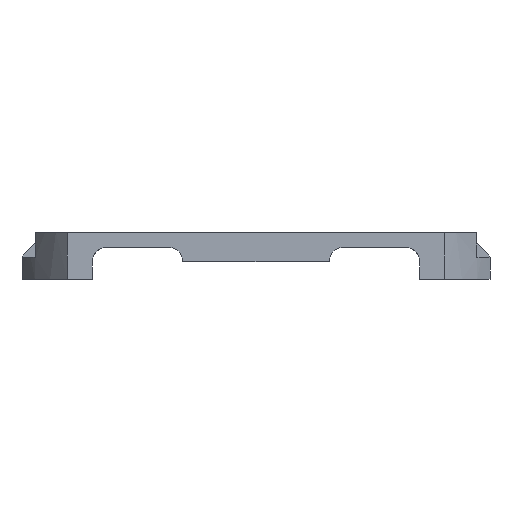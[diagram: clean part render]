
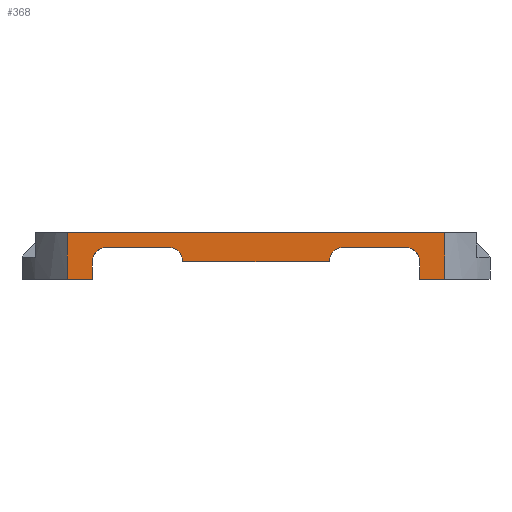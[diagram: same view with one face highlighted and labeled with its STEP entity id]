
A CAD part, front view. The second image highlights one B-rep face of the part: STEP entity #368.
In plain terms, the highlighted planar face has unit normal (0, -1, 0).
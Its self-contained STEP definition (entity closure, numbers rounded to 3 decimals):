
#58 = DIRECTION ( 'NONE',  ( 0., 1., 0. ) ) ;
#63 = ORIENTED_EDGE ( 'NONE', *, *, #992, .T. ) ;
#81 = CARTESIAN_POINT ( 'NONE',  ( 10.2, -12.2, 2.2 ) ) ;
#85 = LINE ( 'NONE', #613, #1632 ) ;
#98 = DIRECTION ( 'NONE',  ( 1., 0., 0. ) ) ;
#107 = CARTESIAN_POINT ( 'NONE',  ( -13.77, -12.2, 3.2 ) ) ;
#134 = EDGE_CURVE ( 'NONE', #263, #447, #2678, .T. ) ;
#151 = LINE ( 'NONE', #2214, #3177 ) ;
#154 = EDGE_CURVE ( 'NONE', #2907, #2829, #2139, .T. ) ;
#164 = DIRECTION ( 'NONE',  ( 1., 0., 0. ) ) ;
#263 = VERTEX_POINT ( 'NONE', #1163 ) ;
#283 = EDGE_CURVE ( 'NONE', #669, #2829, #955, .T. ) ;
#297 = VERTEX_POINT ( 'NONE', #443 ) ;
#312 = CARTESIAN_POINT ( 'NONE',  ( 6., -12.2, 1.2 ) ) ;
#327 = DIRECTION ( 'NONE',  ( -1., 0., 0. ) ) ;
#368 = ADVANCED_FACE ( 'NONE', ( #1699 ), #1714, .F. ) ;
#404 = EDGE_CURVE ( 'NONE', #1423, #1145, #665, .T. ) ;
#417 = CARTESIAN_POINT ( 'NONE',  ( -13.77, -12.2, 2.2 ) ) ;
#423 = DIRECTION ( 'NONE',  ( 0., 0., -1. ) ) ;
#443 = CARTESIAN_POINT ( 'NONE',  ( -6., -12.2, 2.2 ) ) ;
#445 = ORIENTED_EDGE ( 'NONE', *, *, #134, .T. ) ;
#447 = VERTEX_POINT ( 'NONE', #1949 ) ;
#517 = ORIENTED_EDGE ( 'NONE', *, *, #1278, .T. ) ;
#613 = CARTESIAN_POINT ( 'NONE',  ( -13.77, -12.2, 2.2 ) ) ;
#620 = VECTOR ( 'NONE', #2971, 1000. ) ;
#656 = ORIENTED_EDGE ( 'NONE', *, *, #2479, .T. ) ;
#657 = DIRECTION ( 'NONE',  ( 1., 0., 0. ) ) ;
#665 = LINE ( 'NONE', #3211, #1115 ) ;
#669 = VERTEX_POINT ( 'NONE', #3133 ) ;
#695 = VERTEX_POINT ( 'NONE', #3117 ) ;
#707 = VECTOR ( 'NONE', #657, 1000. ) ;
#764 = VECTOR ( 'NONE', #164, 1000. ) ;
#842 = LINE ( 'NONE', #1622, #2609 ) ;
#888 = DIRECTION ( 'NONE',  ( 0., 1., 0. ) ) ;
#909 = ORIENTED_EDGE ( 'NONE', *, *, #3123, .F. ) ;
#934 = DIRECTION ( 'NONE',  ( 0., 0., -1. ) ) ;
#935 = CARTESIAN_POINT ( 'NONE',  ( -11.2, -12.2, 0. ) ) ;
#955 = LINE ( 'NONE', #3267, #1004 ) ;
#977 = AXIS2_PLACEMENT_3D ( 'NONE', #1872, #888, #2196 ) ;
#989 = VERTEX_POINT ( 'NONE', #81 ) ;
#992 = EDGE_CURVE ( 'NONE', #2426, #2476, #1106, .T. ) ;
#1004 = VECTOR ( 'NONE', #2939, 1000. ) ;
#1020 = AXIS2_PLACEMENT_3D ( 'NONE', #1907, #3269, #2220 ) ;
#1048 = ORIENTED_EDGE ( 'NONE', *, *, #1899, .T. ) ;
#1106 = LINE ( 'NONE', #1390, #1481 ) ;
#1115 = VECTOR ( 'NONE', #934, 1000. ) ;
#1136 = DIRECTION ( 'NONE',  ( 0., 0., 1. ) ) ;
#1145 = VERTEX_POINT ( 'NONE', #2298 ) ;
#1163 = CARTESIAN_POINT ( 'NONE',  ( 5., -12.2, 1.2 ) ) ;
#1172 = CARTESIAN_POINT ( 'NONE',  ( 12.893, -12.2, 0. ) ) ;
#1180 = AXIS2_PLACEMENT_3D ( 'NONE', #3049, #3084, #2295 ) ;
#1192 = CARTESIAN_POINT ( 'NONE',  ( -13.77, -12.2, 3.2 ) ) ;
#1224 = AXIS2_PLACEMENT_3D ( 'NONE', #312, #58, #327 ) ;
#1278 = EDGE_CURVE ( 'NONE', #989, #695, #2389, .T. ) ;
#1390 = CARTESIAN_POINT ( 'NONE',  ( -11.2, -12.2, 3.2 ) ) ;
#1412 = DIRECTION ( 'NONE',  ( -1., 0., 0. ) ) ;
#1423 = VERTEX_POINT ( 'NONE', #2636 ) ;
#1481 = VECTOR ( 'NONE', #1136, 1000. ) ;
#1589 = DIRECTION ( 'NONE',  ( 1., 0., 0. ) ) ;
#1622 = CARTESIAN_POINT ( 'NONE',  ( 11.2, -12.2, 3.2 ) ) ;
#1632 = VECTOR ( 'NONE', #98, 1000. ) ;
#1651 = VERTEX_POINT ( 'NONE', #1710 ) ;
#1687 = VERTEX_POINT ( 'NONE', #2354 ) ;
#1699 = FACE_OUTER_BOUND ( 'NONE', #2912, .T. ) ;
#1710 = CARTESIAN_POINT ( 'NONE',  ( -10.2, -12.2, 2.2 ) ) ;
#1714 = PLANE ( 'NONE',  #2134 ) ;
#1756 = EDGE_CURVE ( 'NONE', #1145, #2426, #3125, .T. ) ;
#1800 = CARTESIAN_POINT ( 'NONE',  ( -11.2, -12.2, 1.2 ) ) ;
#1812 = CARTESIAN_POINT ( 'NONE',  ( 11.2, -12.2, 0. ) ) ;
#1872 = CARTESIAN_POINT ( 'NONE',  ( 10.2, -12.2, 1.2 ) ) ;
#1899 = EDGE_CURVE ( 'NONE', #695, #2907, #842, .T. ) ;
#1907 = CARTESIAN_POINT ( 'NONE',  ( -6., -12.2, 1.2 ) ) ;
#1949 = CARTESIAN_POINT ( 'NONE',  ( 6., -12.2, 2.2 ) ) ;
#1976 = LINE ( 'NONE', #417, #764 ) ;
#1998 = EDGE_CURVE ( 'NONE', #1687, #263, #151, .T. ) ;
#2054 = ORIENTED_EDGE ( 'NONE', *, *, #3218, .T. ) ;
#2066 = VECTOR ( 'NONE', #1589, 1000. ) ;
#2134 = AXIS2_PLACEMENT_3D ( 'NONE', #1192, #2434, #1412 ) ;
#2139 = LINE ( 'NONE', #3172, #620 ) ;
#2196 = DIRECTION ( 'NONE',  ( -1., 0., 0. ) ) ;
#2214 = CARTESIAN_POINT ( 'NONE',  ( -13.77, -12.2, 1.2 ) ) ;
#2220 = DIRECTION ( 'NONE',  ( -1., 0., 0. ) ) ;
#2237 = LINE ( 'NONE', #107, #707 ) ;
#2295 = DIRECTION ( 'NONE',  ( -1., 0., 0. ) ) ;
#2298 = CARTESIAN_POINT ( 'NONE',  ( -12.893, -12.2, 0. ) ) ;
#2319 = ORIENTED_EDGE ( 'NONE', *, *, #2691, .T. ) ;
#2354 = CARTESIAN_POINT ( 'NONE',  ( -5., -12.2, 1.2 ) ) ;
#2358 = CIRCLE ( 'NONE', #1180, 1. ) ;
#2365 = CIRCLE ( 'NONE', #1020, 1. ) ;
#2389 = CIRCLE ( 'NONE', #977, 1. ) ;
#2426 = VERTEX_POINT ( 'NONE', #935 ) ;
#2434 = DIRECTION ( 'NONE',  ( 0., 1., 0. ) ) ;
#2476 = VERTEX_POINT ( 'NONE', #1800 ) ;
#2479 = EDGE_CURVE ( 'NONE', #2476, #1651, #2358, .T. ) ;
#2485 = ORIENTED_EDGE ( 'NONE', *, *, #1998, .T. ) ;
#2504 = ORIENTED_EDGE ( 'NONE', *, *, #154, .T. ) ;
#2549 = ORIENTED_EDGE ( 'NONE', *, *, #2750, .T. ) ;
#2609 = VECTOR ( 'NONE', #423, 1000. ) ;
#2636 = CARTESIAN_POINT ( 'NONE',  ( -12.893, -12.2, 3.2 ) ) ;
#2678 = CIRCLE ( 'NONE', #1224, 1. ) ;
#2691 = EDGE_CURVE ( 'NONE', #1651, #297, #85, .T. ) ;
#2750 = EDGE_CURVE ( 'NONE', #447, #989, #1976, .T. ) ;
#2755 = ORIENTED_EDGE ( 'NONE', *, *, #1756, .T. ) ;
#2829 = VERTEX_POINT ( 'NONE', #1172 ) ;
#2873 = CARTESIAN_POINT ( 'NONE',  ( -13.77, -12.2, 0. ) ) ;
#2907 = VERTEX_POINT ( 'NONE', #1812 ) ;
#2912 = EDGE_LOOP ( 'NONE', ( #2755, #63, #656, #2319, #2054, #2485, #445, #2549, #517, #1048, #2504, #3291, #909, #3058 ) ) ;
#2939 = DIRECTION ( 'NONE',  ( 0., 0., -1. ) ) ;
#2971 = DIRECTION ( 'NONE',  ( 1., 0., 0. ) ) ;
#3049 = CARTESIAN_POINT ( 'NONE',  ( -10.2, -12.2, 1.2 ) ) ;
#3058 = ORIENTED_EDGE ( 'NONE', *, *, #404, .T. ) ;
#3084 = DIRECTION ( 'NONE',  ( 0., 1., 0. ) ) ;
#3117 = CARTESIAN_POINT ( 'NONE',  ( 11.2, -12.2, 1.2 ) ) ;
#3123 = EDGE_CURVE ( 'NONE', #1423, #669, #2237, .T. ) ;
#3125 = LINE ( 'NONE', #2873, #2066 ) ;
#3133 = CARTESIAN_POINT ( 'NONE',  ( 12.893, -12.2, 3.2 ) ) ;
#3172 = CARTESIAN_POINT ( 'NONE',  ( -13.77, -12.2, 0. ) ) ;
#3177 = VECTOR ( 'NONE', #3248, 1000. ) ;
#3211 = CARTESIAN_POINT ( 'NONE',  ( -12.893, -12.2, 3.2 ) ) ;
#3218 = EDGE_CURVE ( 'NONE', #297, #1687, #2365, .T. ) ;
#3248 = DIRECTION ( 'NONE',  ( 1., 0., 0. ) ) ;
#3267 = CARTESIAN_POINT ( 'NONE',  ( 12.893, -12.2, 3.2 ) ) ;
#3269 = DIRECTION ( 'NONE',  ( 0., 1., 0. ) ) ;
#3291 = ORIENTED_EDGE ( 'NONE', *, *, #283, .F. ) ;
